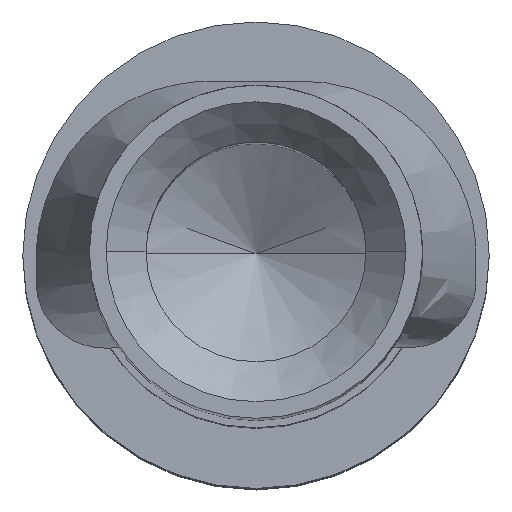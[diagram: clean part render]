
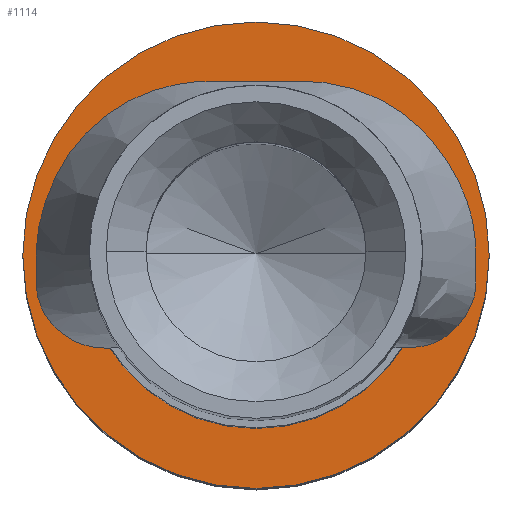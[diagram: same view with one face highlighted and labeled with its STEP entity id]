
A CAD part, top view. The second image highlights one B-rep face of the part: STEP entity #1114.
In plain terms, the highlighted planar face has unit normal (0, 0, 1).
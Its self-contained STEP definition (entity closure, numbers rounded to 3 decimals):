
#8 = AXIS2_PLACEMENT_3D ( 'NONE', #856, #178, #1235 ) ;
#97 = EDGE_CURVE ( 'NONE', #142, #1236, #867, .T. ) ;
#116 = ORIENTED_EDGE ( 'NONE', *, *, #841, .F. ) ;
#128 = DIRECTION ( 'NONE',  ( 1., 0., 0. ) ) ;
#138 = DIRECTION ( 'NONE',  ( 0., 0., 1. ) ) ;
#142 = VERTEX_POINT ( 'NONE', #1061 ) ;
#178 = DIRECTION ( 'NONE',  ( 0., 0., 1. ) ) ;
#270 = DIRECTION ( 'NONE',  ( 1., 0., 0. ) ) ;
#288 = EDGE_LOOP ( 'NONE', ( #116, #654 ) ) ;
#329 = FACE_BOUND ( 'NONE', #288, .T. ) ;
#544 = CIRCLE ( 'NONE', #1078, 1.75 ) ;
#549 = CIRCLE ( 'NONE', #1373, 1.3 ) ;
#576 = CIRCLE ( 'NONE', #880, 1.3 ) ;
#643 = CARTESIAN_POINT ( 'NONE',  ( 1.75, 0., 6.5 ) ) ;
#654 = ORIENTED_EDGE ( 'NONE', *, *, #1573, .F. ) ;
#671 = DIRECTION ( 'NONE',  ( 1., 0., 0. ) ) ;
#676 = CARTESIAN_POINT ( 'NONE',  ( 0., 0., 6.5 ) ) ;
#697 = CARTESIAN_POINT ( 'NONE',  ( 0., 0., 6.5 ) ) ;
#806 = CARTESIAN_POINT ( 'NONE',  ( 0., 0., 6.5 ) ) ;
#841 = EDGE_CURVE ( 'NONE', #929, #1473, #549, .T. ) ;
#846 = EDGE_CURVE ( 'NONE', #1236, #142, #544, .T. ) ;
#856 = CARTESIAN_POINT ( 'NONE',  ( 0., 0., 6.5 ) ) ;
#867 = CIRCLE ( 'NONE', #1117, 1.75 ) ;
#880 = AXIS2_PLACEMENT_3D ( 'NONE', #697, #1481, #671 ) ;
#916 = ORIENTED_EDGE ( 'NONE', *, *, #846, .T. ) ;
#923 = DIRECTION ( 'NONE',  ( 1., 0., 0. ) ) ;
#929 = VERTEX_POINT ( 'NONE', #937 ) ;
#937 = CARTESIAN_POINT ( 'NONE',  ( 1.3, 0., 6.5 ) ) ;
#944 = CARTESIAN_POINT ( 'NONE',  ( 0., 0., 6.5 ) ) ;
#989 = FACE_OUTER_BOUND ( 'NONE', #1297, .T. ) ;
#1049 = ORIENTED_EDGE ( 'NONE', *, *, #97, .T. ) ;
#1056 = DIRECTION ( 'NONE',  ( 0., 0., 1. ) ) ;
#1061 = CARTESIAN_POINT ( 'NONE',  ( -1.75, 0., 6.5 ) ) ;
#1078 = AXIS2_PLACEMENT_3D ( 'NONE', #676, #138, #270 ) ;
#1114 = ADVANCED_FACE ( 'NONE', ( #989, #329 ), #1480, .T. ) ;
#1117 = AXIS2_PLACEMENT_3D ( 'NONE', #944, #1575, #923 ) ;
#1235 = DIRECTION ( 'NONE',  ( 1., 0., 0. ) ) ;
#1236 = VERTEX_POINT ( 'NONE', #643 ) ;
#1297 = EDGE_LOOP ( 'NONE', ( #916, #1049 ) ) ;
#1373 = AXIS2_PLACEMENT_3D ( 'NONE', #806, #1056, #128 ) ;
#1473 = VERTEX_POINT ( 'NONE', #1665 ) ;
#1480 = PLANE ( 'NONE',  #8 ) ;
#1481 = DIRECTION ( 'NONE',  ( 0., 0., 1. ) ) ;
#1573 = EDGE_CURVE ( 'NONE', #1473, #929, #576, .T. ) ;
#1575 = DIRECTION ( 'NONE',  ( 0., 0., 1. ) ) ;
#1665 = CARTESIAN_POINT ( 'NONE',  ( -1.3, 0., 6.5 ) ) ;
